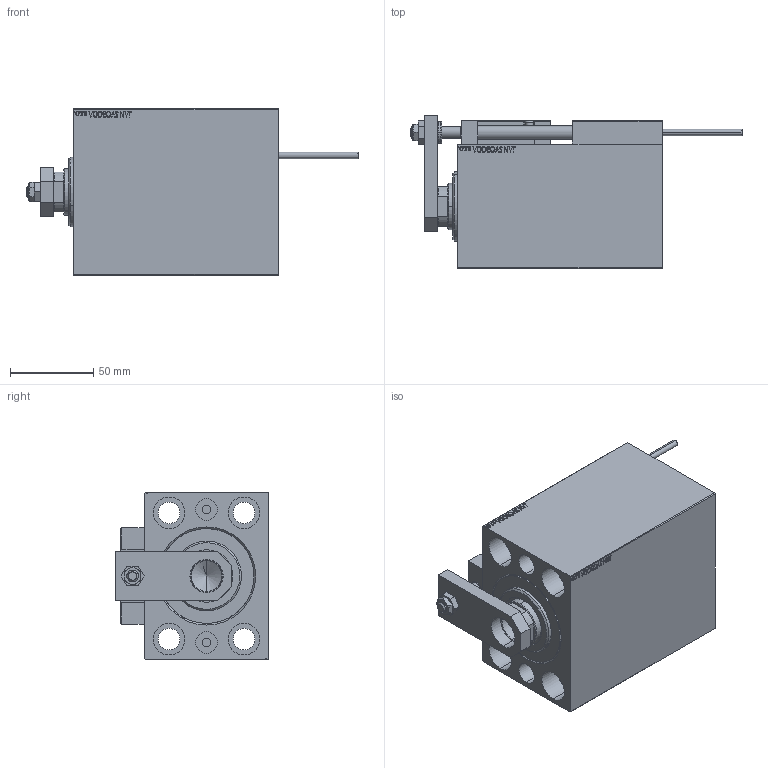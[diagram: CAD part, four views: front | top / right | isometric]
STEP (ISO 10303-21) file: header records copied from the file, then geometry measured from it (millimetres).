
FILE_DESCRIPTION (( 'STEP AP203' ), '1' );
FILE_NAME ('0ebe.STEP', '2021-03-18T22:07:37', ( '' ), ( '' ), 'SwSTEP 2.0', 'SolidWorks 2019', '' );
FILE_SCHEMA (( 'CONFIG_CONTROL_DESIGN' ));
Length unit declared in the file: millimetre
Products named in the file (16): V450CM_VC_B be4096b7b392bfeb7d741d3b4d50b049; KONCOVKA be4096b7b392bfeb7d741d3b4d50b049; MAGNET be4096b7b392bfeb7d741d3b4d50b049; ALLEN BOLT D5 be4096b7b392bfeb7d741d3b4d50b049; SWITCH_X_FRONT_BACK be4096b7b392bfeb7d741d3b4d50b049; SWITCH X be4096b7b392bfeb7d741d3b4d50b049; NUT_D12 be4096b7b392bfeb7d741d3b4d50b049; Block be4096b7b392bfeb7d741d3b4d50b049; NUT_D10 be4096b7b392bfeb7d741d3b4d50b049; 0ebe; V450CM_C_VCP be4096b7b392bfeb7d741d3b4d50b049; ZARAZKA be4096b7b392bfeb7d741d3b4d50b049; V450CM_C be4096b7b392bfeb7d741d3b4d50b049; SWITCH DIM B,W be4096b7b392bfeb7d741d3b4d50b049; ALLEN BOLT D8 be4096b7b392bfeb7d741d3b4d50b049; TYC_L79 be4096b7b392bfeb7d741d3b4d50b049
Assembly tree (25 placements, depth 3):
  0ebe
    V450CM_C be4096b7b392bfeb7d741d3b4d50b049
    SWITCH X be4096b7b392bfeb7d741d3b4d50b049
      SWITCH_X_FRONT_BACK be4096b7b392bfeb7d741d3b4d50b049  x2
      TYC_L79 be4096b7b392bfeb7d741d3b4d50b049
      Block be4096b7b392bfeb7d741d3b4d50b049  x2
      ALLEN BOLT D5 be4096b7b392bfeb7d741d3b4d50b049  x4
      ALLEN BOLT D8 be4096b7b392bfeb7d741d3b4d50b049  x4
      MAGNET be4096b7b392bfeb7d741d3b4d50b049  x2
      KONCOVKA be4096b7b392bfeb7d741d3b4d50b049  x2
    NUT_D12 be4096b7b392bfeb7d741d3b4d50b049
    SWITCH DIM B,W be4096b7b392bfeb7d741d3b4d50b049
    ZARAZKA be4096b7b392bfeb7d741d3b4d50b049
    NUT_D10 be4096b7b392bfeb7d741d3b4d50b049
    V450CM_C_VCP be4096b7b392bfeb7d741d3b4d50b049
    V450CM_VC_B be4096b7b392bfeb7d741d3b4d50b049
Bounding box: 199.7 x 92.5 x 100 mm (x, y, z)
Volume: 825884.1 mm3; surface area: 157812.8 mm2
Topology: 24 solids, 24 shells, 1298 faces, 3100 edges, 1982 vertices
Faces by surface type: plane 569, bspline 380, cylinder 188, cone 113, torus 44, sphere 4
Entity records: 50763 total; most frequent: CARTESIAN_POINT 26066, ORIENTED_EDGE 5220, DIRECTION 3527, EDGE_CURVE 2610, VERTEX_POINT 1706, LINE 1497, VECTOR 1497, EDGE_LOOP 1210
